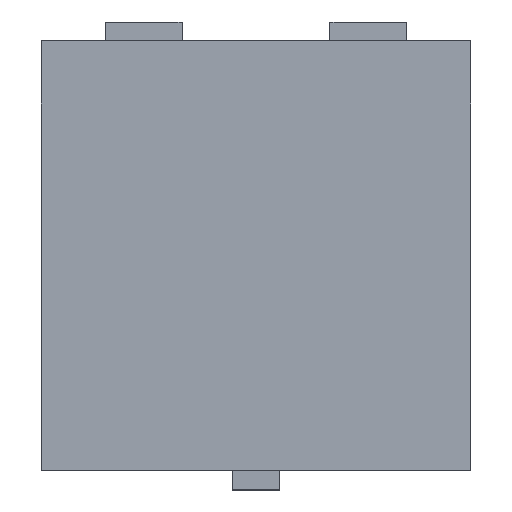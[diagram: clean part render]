
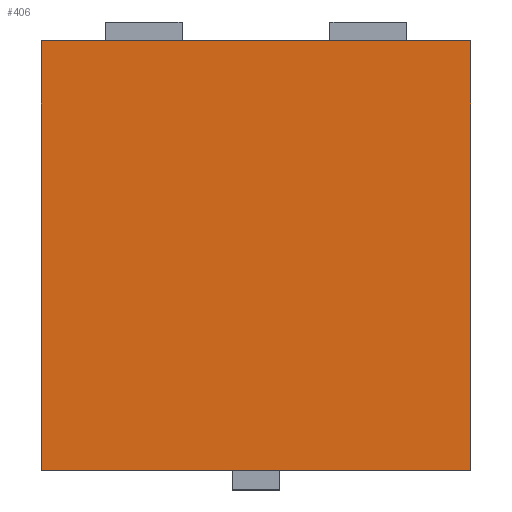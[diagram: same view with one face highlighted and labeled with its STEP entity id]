
A CAD part, top view. The second image highlights one B-rep face of the part: STEP entity #406.
In plain terms, the highlighted planar face has unit normal (0, 0, 1).
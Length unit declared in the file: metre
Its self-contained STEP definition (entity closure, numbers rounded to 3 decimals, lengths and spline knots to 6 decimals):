
#280 = EDGE_CURVE( '', #647, #648, #649, .T. );
#406 = ADVANCED_FACE( '', ( #802 ), #803, .F. );
#414 = EDGE_CURVE( '', #613, #648, #813, .T. );
#426 = EDGE_CURVE( '', #561, #613, #826, .T. );
#440 = EDGE_CURVE( '', #561, #647, #842, .T. );
#561 = VERTEX_POINT( '', #1001 );
#613 = VERTEX_POINT( '', #1079 );
#647 = VERTEX_POINT( '', #1135 );
#648 = VERTEX_POINT( '', #1136 );
#649 = LINE( '', #1137, #1138 );
#802 = FACE_OUTER_BOUND( '', #1377, .T. );
#803 = PLANE( '', #1378 );
#813 = LINE( '', #1391, #1392 );
#826 = LINE( '', #1414, #1415 );
#842 = LINE( '', #1440, #1441 );
#1001 = CARTESIAN_POINT( '', ( -0.002234, -0.0022, 0.002554 ) );
#1079 = CARTESIAN_POINT( '', ( -0.002234, 0.0023, 0.002554 ) );
#1135 = CARTESIAN_POINT( '', ( 0.002266, -0.0022, 0.002554 ) );
#1136 = CARTESIAN_POINT( '', ( 0.002266, 0.0023, 0.002554 ) );
#1137 = CARTESIAN_POINT( '', ( 0.002266, -0.0022, 0.002554 ) );
#1138 = VECTOR( '', #1606, 1. );
#1377 = EDGE_LOOP( '', ( #1830, #1831, #1832, #1833 ) );
#1378 = AXIS2_PLACEMENT_3D( '', #1834, #1835, #1836 );
#1391 = CARTESIAN_POINT( '', ( -0.002234, 0.0023, 0.002554 ) );
#1392 = VECTOR( '', #1866, 1. );
#1414 = CARTESIAN_POINT( '', ( -0.002234, -0.0022, 0.002554 ) );
#1415 = VECTOR( '', #1879, 1. );
#1440 = CARTESIAN_POINT( '', ( -0.002234, -0.0022, 0.002554 ) );
#1441 = VECTOR( '', #1908, 1. );
#1606 = DIRECTION( '', ( 0., 1., 0. ) );
#1830 = ORIENTED_EDGE( '', *, *, #280, .T. );
#1831 = ORIENTED_EDGE( '', *, *, #414, .F. );
#1832 = ORIENTED_EDGE( '', *, *, #426, .F. );
#1833 = ORIENTED_EDGE( '', *, *, #440, .T. );
#1834 = CARTESIAN_POINT( '', ( -0.002234, -0.0022, 0.002554 ) );
#1835 = DIRECTION( '', ( 0., 0., -1. ) );
#1836 = DIRECTION( '', ( -1., 0., 0. ) );
#1866 = DIRECTION( '', ( 1., 0., 0. ) );
#1879 = DIRECTION( '', ( 0., 1., 0. ) );
#1908 = DIRECTION( '', ( 1., 0., 0. ) );
